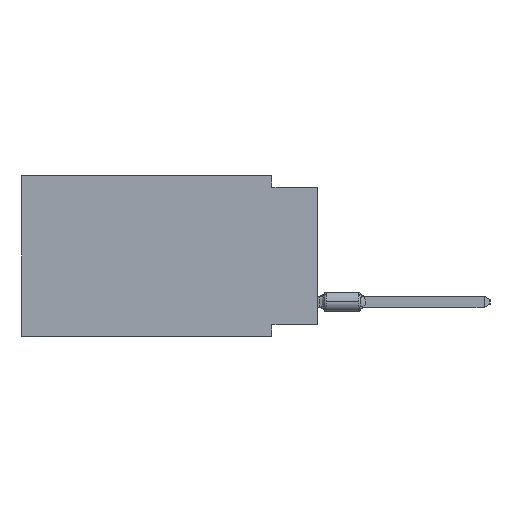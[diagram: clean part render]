
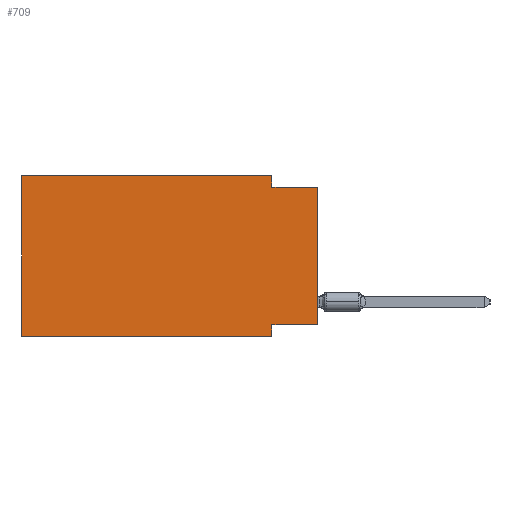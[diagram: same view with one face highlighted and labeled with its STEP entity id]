
A CAD part, left-side view. The second image highlights one B-rep face of the part: STEP entity #709.
In plain terms, the highlighted planar face has unit normal (-1, 0, 0).
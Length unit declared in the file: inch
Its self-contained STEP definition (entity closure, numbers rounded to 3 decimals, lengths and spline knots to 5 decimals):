
#150 = EDGE_CURVE ( 'NONE', #28776, #34096, #6756, .T. ) ;
#223 = CARTESIAN_POINT ( 'NONE',  ( 0., 0.1, -0.325 ) ) ;
#597 = ORIENTED_EDGE ( 'NONE', *, *, #22254, .F. ) ;
#709 = ADVANCED_FACE ( 'NONE', ( #49409 ), #29085, .F. ) ;
#813 = ORIENTED_EDGE ( 'NONE', *, *, #41132, .F. ) ;
#963 = LINE ( 'NONE', #32356, #25456 ) ;
#3182 = LINE ( 'NONE', #34845, #7854 ) ;
#3596 = ORIENTED_EDGE ( 'NONE', *, *, #48770, .F. ) ;
#4305 = DIRECTION ( 'NONE',  ( 1., 0., 0. ) ) ;
#5594 = EDGE_CURVE ( 'NONE', #21367, #22208, #8822, .T. ) ;
#5879 = CARTESIAN_POINT ( 'NONE',  ( 0., 0., 0. ) ) ;
#6066 = VECTOR ( 'NONE', #21716, 39.37008 ) ;
#6756 = LINE ( 'NONE', #38939, #37309 ) ;
#7854 = VECTOR ( 'NONE', #27164, 39.37008 ) ;
#8718 = ORIENTED_EDGE ( 'NONE', *, *, #150, .T. ) ;
#8790 = EDGE_LOOP ( 'NONE', ( #11867, #30305, #15065, #21530, #597, #8718, #3596, #813 ) ) ;
#8822 = LINE ( 'NONE', #24900, #41988 ) ;
#9433 = VECTOR ( 'NONE', #49702, 39.37008 ) ;
#10055 = CARTESIAN_POINT ( 'NONE',  ( 0., 0., -0.325 ) ) ;
#10191 = CARTESIAN_POINT ( 'NONE',  ( 0., 0., -0.025 ) ) ;
#10703 = CARTESIAN_POINT ( 'NONE',  ( 0., 0.645, 0. ) ) ;
#11867 = ORIENTED_EDGE ( 'NONE', *, *, #25134, .T. ) ;
#12116 = CARTESIAN_POINT ( 'NONE',  ( 0., 0.1, -0.025 ) ) ;
#15065 = ORIENTED_EDGE ( 'NONE', *, *, #33833, .F. ) ;
#17754 = LINE ( 'NONE', #21961, #6066 ) ;
#20231 = DIRECTION ( 'NONE',  ( 0., 0., 1. ) ) ;
#20501 = EDGE_CURVE ( 'NONE', #37323, #29701, #17754, .T. ) ;
#21367 = VERTEX_POINT ( 'NONE', #10703 ) ;
#21530 = ORIENTED_EDGE ( 'NONE', *, *, #5594, .F. ) ;
#21716 = DIRECTION ( 'NONE',  ( 0., -1., 0. ) ) ;
#21961 = CARTESIAN_POINT ( 'NONE',  ( 0., 0., -0.025 ) ) ;
#22208 = VERTEX_POINT ( 'NONE', #26829 ) ;
#22254 = EDGE_CURVE ( 'NONE', #28776, #21367, #963, .T. ) ;
#24900 = CARTESIAN_POINT ( 'NONE',  ( 0., 0.645, 0. ) ) ;
#25134 = EDGE_CURVE ( 'NONE', #41838, #29701, #25387, .T. ) ;
#25387 = LINE ( 'NONE', #5879, #26554 ) ;
#25424 = LINE ( 'NONE', #46037, #9433 ) ;
#25456 = VECTOR ( 'NONE', #20231, 39.37008 ) ;
#26442 = DIRECTION ( 'NONE',  ( 0., 0., 1. ) ) ;
#26554 = VECTOR ( 'NONE', #26442, 39.37008 ) ;
#26829 = CARTESIAN_POINT ( 'NONE',  ( 0., 0.1, 0. ) ) ;
#27164 = DIRECTION ( 'NONE',  ( 0., 0., -1. ) ) ;
#28776 = VERTEX_POINT ( 'NONE', #52160 ) ;
#29085 = PLANE ( 'NONE',  #35887 ) ;
#29701 = VERTEX_POINT ( 'NONE', #10191 ) ;
#30305 = ORIENTED_EDGE ( 'NONE', *, *, #20501, .F. ) ;
#30935 = CARTESIAN_POINT ( 'NONE',  ( 0., 0., -0.325 ) ) ;
#32356 = CARTESIAN_POINT ( 'NONE',  ( 0., 0.645, 0. ) ) ;
#32528 = DIRECTION ( 'NONE',  ( 0., 0., -1. ) ) ;
#33346 = DIRECTION ( 'NONE',  ( 0., -1., 0. ) ) ;
#33833 = EDGE_CURVE ( 'NONE', #22208, #37323, #25424, .T. ) ;
#34096 = VERTEX_POINT ( 'NONE', #44153 ) ;
#34845 = CARTESIAN_POINT ( 'NONE',  ( 0., 0.1, -0.35 ) ) ;
#35145 = VECTOR ( 'NONE', #42235, 39.37008 ) ;
#35887 = AXIS2_PLACEMENT_3D ( 'NONE', #49650, #4305, #32528 ) ;
#37309 = VECTOR ( 'NONE', #47124, 39.37008 ) ;
#37323 = VERTEX_POINT ( 'NONE', #12116 ) ;
#38939 = CARTESIAN_POINT ( 'NONE',  ( 0., 0.645, -0.35 ) ) ;
#41132 = EDGE_CURVE ( 'NONE', #41838, #51391, #46209, .T. ) ;
#41838 = VERTEX_POINT ( 'NONE', #30935 ) ;
#41988 = VECTOR ( 'NONE', #33346, 39.37008 ) ;
#42235 = DIRECTION ( 'NONE',  ( 0., 1., 0. ) ) ;
#44153 = CARTESIAN_POINT ( 'NONE',  ( 0., 0.1, -0.35 ) ) ;
#46037 = CARTESIAN_POINT ( 'NONE',  ( 0., 0.1, 0. ) ) ;
#46209 = LINE ( 'NONE', #10055, #35145 ) ;
#47124 = DIRECTION ( 'NONE',  ( 0., -1., 0. ) ) ;
#48770 = EDGE_CURVE ( 'NONE', #51391, #34096, #3182, .T. ) ;
#49409 = FACE_OUTER_BOUND ( 'NONE', #8790, .T. ) ;
#49650 = CARTESIAN_POINT ( 'NONE',  ( 0., 0.645, 0. ) ) ;
#49702 = DIRECTION ( 'NONE',  ( 0., 0., -1. ) ) ;
#51391 = VERTEX_POINT ( 'NONE', #223 ) ;
#52160 = CARTESIAN_POINT ( 'NONE',  ( 0., 0.645, -0.35 ) ) ;
